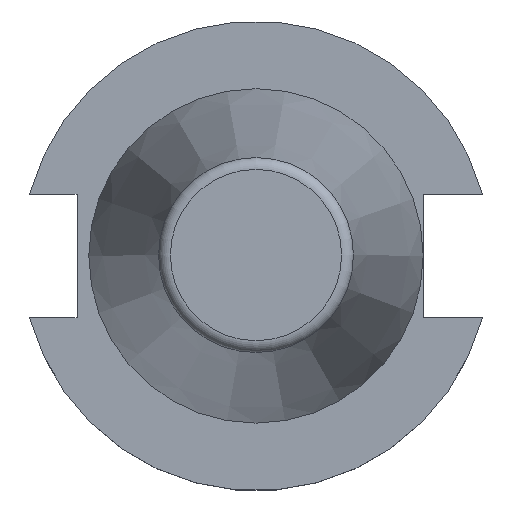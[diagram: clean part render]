
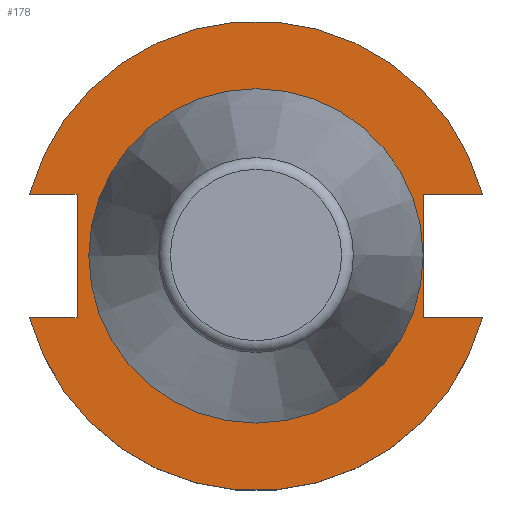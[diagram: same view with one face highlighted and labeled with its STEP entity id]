
A CAD part, top view. The second image highlights one B-rep face of the part: STEP entity #178.
In plain terms, the highlighted planar face has unit normal (0, 0, 1).
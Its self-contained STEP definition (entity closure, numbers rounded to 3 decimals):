
#70=PLANE('',#769);
#93=LINE('',#1094,#129);
#102=LINE('',#1124,#138);
#103=LINE('',#1125,#139);
#104=LINE('',#1127,#140);
#105=LINE('',#1129,#141);
#106=LINE('',#1130,#142);
#129=VECTOR('',#873,1.);
#138=VECTOR('',#900,1.);
#139=VECTOR('',#901,1.);
#140=VECTOR('',#902,1.);
#141=VECTOR('',#903,1.);
#142=VECTOR('',#904,1.);
#178=ADVANCED_FACE('CU_FL_SU_5',(#239,#240),#70,.F.);
#239=FACE_BOUND('',#293,.T.);
#240=FACE_BOUND('',#294,.T.);
#293=EDGE_LOOP('',(#384,#385,#386,#387,#388,#389,#390,#391));
#294=EDGE_LOOP('',(#392));
#384=ORIENTED_EDGE('',*,*,#602,.F.);
#385=ORIENTED_EDGE('',*,*,#616,.T.);
#386=ORIENTED_EDGE('',*,*,#606,.F.);
#387=ORIENTED_EDGE('',*,*,#617,.F.);
#388=ORIENTED_EDGE('',*,*,#618,.T.);
#389=ORIENTED_EDGE('',*,*,#619,.T.);
#390=ORIENTED_EDGE('',*,*,#610,.F.);
#391=ORIENTED_EDGE('',*,*,#620,.F.);
#392=ORIENTED_EDGE('',*,*,#621,.T.);
#537=VERTEX_POINT('',#1095);
#538=VERTEX_POINT('',#1096);
#540=VERTEX_POINT('',#1102);
#541=VERTEX_POINT('',#1104);
#543=VERTEX_POINT('',#1110);
#545=VERTEX_POINT('',#1113);
#549=VERTEX_POINT('',#1126);
#550=VERTEX_POINT('',#1128);
#551=VERTEX_POINT('',#1132);
#602=EDGE_CURVE('',#537,#538,#93,.T.);
#606=EDGE_CURVE('',#540,#541,#681,.T.);
#610=EDGE_CURVE('',#543,#545,#683,.T.);
#616=EDGE_CURVE('',#537,#541,#102,.T.);
#617=EDGE_CURVE('',#549,#540,#103,.T.);
#618=EDGE_CURVE('',#549,#550,#104,.T.);
#619=EDGE_CURVE('',#550,#545,#105,.T.);
#620=EDGE_CURVE('',#538,#543,#106,.T.);
#621=EDGE_CURVE('',#551,#551,#686,.T.);
#681=CIRCLE('',#760,49.2);
#683=CIRCLE('',#763,49.2);
#686=CIRCLE('',#768,34.7);
#760=AXIS2_PLACEMENT_3D('',#1103,#879,#880);
#763=AXIS2_PLACEMENT_3D('',#1112,#887,#888);
#768=AXIS2_PLACEMENT_3D('',#1131,#905,#906);
#769=AXIS2_PLACEMENT_3D('',#1133,#907,#908);
#873=DIRECTION('',(0.,1.,0.));
#879=DIRECTION('',(0.,0.,-1.));
#880=DIRECTION('',(-1.,0.,0.));
#887=DIRECTION('',(0.,0.,-1.));
#888=DIRECTION('',(-1.,0.,0.));
#900=DIRECTION('',(-1.,0.,0.));
#901=DIRECTION('',(1.,0.,0.));
#902=DIRECTION('',(0.,1.,0.));
#903=DIRECTION('',(1.,0.,0.));
#904=DIRECTION('',(-1.,0.,0.));
#905=DIRECTION('',(0.,0.,-1.));
#906=DIRECTION('',(-1.,0.,0.));
#907=DIRECTION('',(0.,0.,-1.));
#908=DIRECTION('',(-1.,0.,0.));
#1094=CARTESIAN_POINT('',(-37.5,34.7,-3.18));
#1095=CARTESIAN_POINT('',(-37.5,-12.903,-3.18));
#1096=CARTESIAN_POINT('',(-37.5,12.903,-3.18));
#1102=CARTESIAN_POINT('',(47.478,-12.903,-3.18));
#1103=CARTESIAN_POINT('',(0.,0.,-3.18));
#1104=CARTESIAN_POINT('',(-47.478,-12.903,-3.18));
#1110=CARTESIAN_POINT('',(-47.478,12.903,-3.18));
#1112=CARTESIAN_POINT('',(0.,0.,-3.18));
#1113=CARTESIAN_POINT('',(47.478,12.903,-3.18));
#1124=CARTESIAN_POINT('',(-59.2,-12.903,-3.18));
#1125=CARTESIAN_POINT('',(0.,-12.903,-3.18));
#1126=CARTESIAN_POINT('',(35.1,-12.903,-3.18));
#1127=CARTESIAN_POINT('',(35.1,34.7,-3.18));
#1128=CARTESIAN_POINT('',(35.1,12.903,-3.18));
#1129=CARTESIAN_POINT('',(59.2,12.903,-3.18));
#1130=CARTESIAN_POINT('',(0.,12.903,-3.18));
#1131=CARTESIAN_POINT('',(0.,0.,-3.18));
#1132=CARTESIAN_POINT('',(-34.7,0.,-3.18));
#1133=CARTESIAN_POINT('',(0.,34.7,-3.18));
